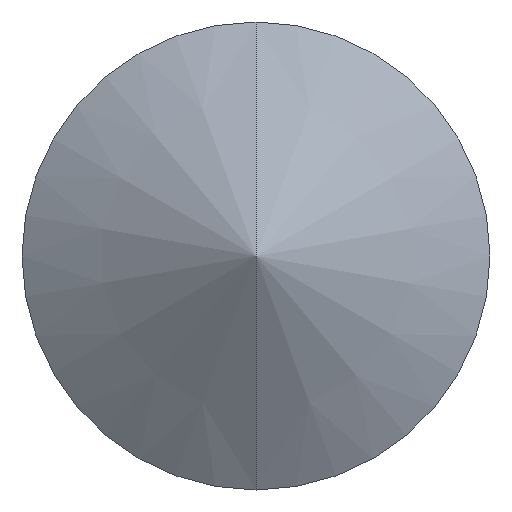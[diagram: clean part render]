
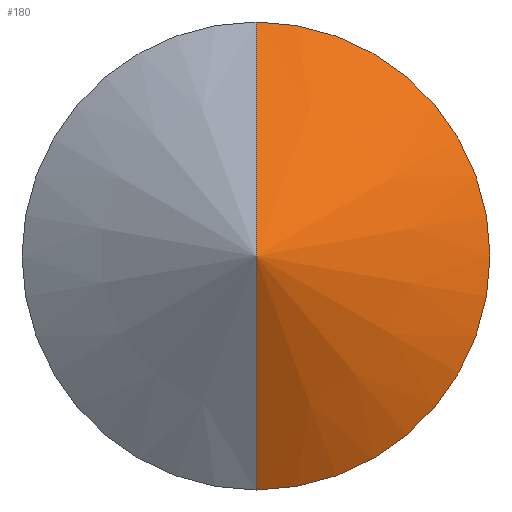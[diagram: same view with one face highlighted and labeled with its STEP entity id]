
A CAD part, front view. The second image highlights one B-rep face of the part: STEP entity #180.
In plain terms, the highlighted conical face has half-angle 60 degrees and reference radius 1732.05 mm.
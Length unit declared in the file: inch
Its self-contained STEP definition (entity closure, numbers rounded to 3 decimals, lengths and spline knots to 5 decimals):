
#3 = LINE ( 'NONE', #110, #268 ) ;
#4 = ORIENTED_EDGE ( 'NONE', *, *, #74, .T. ) ;
#8 = VERTEX_POINT ( 'NONE', #294 ) ;
#11 = DIRECTION ( 'NONE',  ( 0., 0., -1. ) ) ;
#28 = CARTESIAN_POINT ( 'NONE',  ( 0., 0., 0. ) ) ;
#33 = CARTESIAN_POINT ( 'NONE',  ( 0., 0., 0. ) ) ;
#56 = CIRCLE ( 'NONE', #78, 0.0625 ) ;
#59 = VERTEX_POINT ( 'NONE', #182 ) ;
#60 = CARTESIAN_POINT ( 'NONE',  ( 0., 0.03608, 0. ) ) ;
#74 = EDGE_CURVE ( 'NONE', #8, #59, #56, .T. ) ;
#78 = AXIS2_PLACEMENT_3D ( 'NONE', #60, #114, #11 ) ;
#110 = CARTESIAN_POINT ( 'NONE',  ( 0., 0., 0. ) ) ;
#114 = DIRECTION ( 'NONE',  ( 0., -1., 0. ) ) ;
#131 = LINE ( 'NONE', #28, #183 ) ;
#137 = DIRECTION ( 'NONE',  ( 0., 0.5, 0.866 ) ) ;
#139 = EDGE_LOOP ( 'NONE', ( #245, #329, #4 ) ) ;
#174 = FACE_OUTER_BOUND ( 'NONE', #139, .T. ) ;
#180 = ADVANCED_FACE ( 'NONE', ( #174 ), #306, .T. ) ;
#181 = CARTESIAN_POINT ( 'NONE',  ( 0., 39.37008, 0. ) ) ;
#182 = CARTESIAN_POINT ( 'NONE',  ( 0., 0.03608, 0.0625 ) ) ;
#183 = VECTOR ( 'NONE', #237, 39.37008 ) ;
#200 = AXIS2_PLACEMENT_3D ( 'NONE', #181, #243, #350 ) ;
#211 = VERTEX_POINT ( 'NONE', #33 ) ;
#237 = DIRECTION ( 'NONE',  ( 0., 0.5, -0.866 ) ) ;
#243 = DIRECTION ( 'NONE',  ( 0., 1., 0. ) ) ;
#245 = ORIENTED_EDGE ( 'NONE', *, *, #315, .F. ) ;
#268 = VECTOR ( 'NONE', #137, 39.37008 ) ;
#289 = EDGE_CURVE ( 'NONE', #211, #8, #131, .T. ) ;
#294 = CARTESIAN_POINT ( 'NONE',  ( 0., 0.03608, -0.0625 ) ) ;
#306 = CONICAL_SURFACE ( 'NONE', #200, 68.19098, 1.047 ) ;
#315 = EDGE_CURVE ( 'NONE', #211, #59, #3, .T. ) ;
#329 = ORIENTED_EDGE ( 'NONE', *, *, #289, .T. ) ;
#350 = DIRECTION ( 'NONE',  ( 0., 0., 1. ) ) ;
